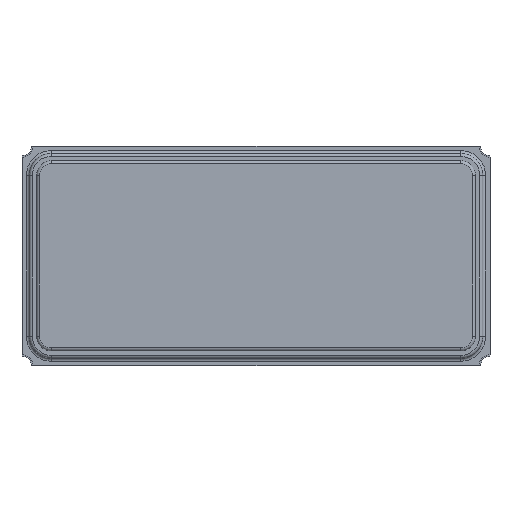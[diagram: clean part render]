
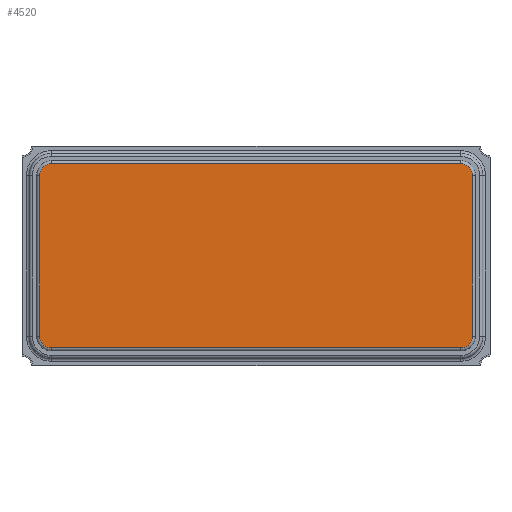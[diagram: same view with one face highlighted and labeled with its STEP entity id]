
A CAD part, top view. The second image highlights one B-rep face of the part: STEP entity #4520.
In plain terms, the highlighted planar face has unit normal (0, 0, 1).
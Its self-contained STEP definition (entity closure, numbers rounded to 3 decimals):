
#49 = DIRECTION ( 'NONE',  ( 0., 1., 0. ) ) ;
#123 = CIRCLE ( 'NONE', #5950, 0.08 ) ;
#233 = LINE ( 'NONE', #4857, #2206 ) ;
#239 = DIRECTION ( 'NONE',  ( 1., 0., 0. ) ) ;
#332 = ORIENTED_EDGE ( 'NONE', *, *, #5213, .T. ) ;
#535 = AXIS2_PLACEMENT_3D ( 'NONE', #2867, #2268, #5532 ) ;
#574 = EDGE_LOOP ( 'NONE', ( #1091, #5221, #332, #1457, #887, #7014, #5707, #4729 ) ) ;
#816 = LINE ( 'NONE', #1393, #1085 ) ;
#866 = EDGE_CURVE ( 'NONE', #1407, #2047, #4409, .T. ) ;
#875 = VECTOR ( 'NONE', #6526, 1000. ) ;
#887 = ORIENTED_EDGE ( 'NONE', *, *, #5652, .T. ) ;
#916 = CARTESIAN_POINT ( 'NONE',  ( -1.48, -0.55, 0.9 ) ) ;
#944 = DIRECTION ( 'NONE',  ( 0., 0., 1. ) ) ;
#996 = CARTESIAN_POINT ( 'NONE',  ( 1.4, -0.55, 0.9 ) ) ;
#1024 = VERTEX_POINT ( 'NONE', #4209 ) ;
#1085 = VECTOR ( 'NONE', #5775, 1000. ) ;
#1091 = ORIENTED_EDGE ( 'NONE', *, *, #1169, .T. ) ;
#1169 = EDGE_CURVE ( 'NONE', #1614, #6516, #816, .T. ) ;
#1393 = CARTESIAN_POINT ( 'NONE',  ( 1.4, -0.63, 0.9 ) ) ;
#1407 = VERTEX_POINT ( 'NONE', #5637 ) ;
#1457 = ORIENTED_EDGE ( 'NONE', *, *, #5975, .T. ) ;
#1483 = EDGE_CURVE ( 'NONE', #2047, #1614, #123, .T. ) ;
#1578 = CIRCLE ( 'NONE', #2890, 0.08 ) ;
#1614 = VERTEX_POINT ( 'NONE', #3815 ) ;
#1951 = AXIS2_PLACEMENT_3D ( 'NONE', #4872, #4768, #3127 ) ;
#2047 = VERTEX_POINT ( 'NONE', #916 ) ;
#2206 = VECTOR ( 'NONE', #6510, 1000. ) ;
#2229 = DIRECTION ( 'NONE',  ( 0., 0., 1. ) ) ;
#2264 = AXIS2_PLACEMENT_3D ( 'NONE', #6649, #2229, #2304 ) ;
#2268 = DIRECTION ( 'NONE',  ( 0., 0., 1. ) ) ;
#2304 = DIRECTION ( 'NONE',  ( 1., 0., 0. ) ) ;
#2422 = VERTEX_POINT ( 'NONE', #5969 ) ;
#2557 = CARTESIAN_POINT ( 'NONE',  ( 1.48, 0.55, 0.9 ) ) ;
#2703 = CARTESIAN_POINT ( 'NONE',  ( -1.48, -0.55, 0.9 ) ) ;
#2867 = CARTESIAN_POINT ( 'NONE',  ( 0., 0., 0.9 ) ) ;
#2890 = AXIS2_PLACEMENT_3D ( 'NONE', #996, #944, #4842 ) ;
#3127 = DIRECTION ( 'NONE',  ( 1., 0., 0. ) ) ;
#3299 = PLANE ( 'NONE',  #535 ) ;
#3767 = CIRCLE ( 'NONE', #2264, 0.08 ) ;
#3786 = CARTESIAN_POINT ( 'NONE',  ( 1.4, -0.63, 0.9 ) ) ;
#3815 = CARTESIAN_POINT ( 'NONE',  ( -1.4, -0.63, 0.9 ) ) ;
#3917 = EDGE_CURVE ( 'NONE', #5786, #1407, #3767, .T. ) ;
#4141 = FACE_OUTER_BOUND ( 'NONE', #574, .T. ) ;
#4209 = CARTESIAN_POINT ( 'NONE',  ( 1.4, 0.63, 0.9 ) ) ;
#4409 = LINE ( 'NONE', #2703, #875 ) ;
#4520 = ADVANCED_FACE ( 'NONE', ( #4141 ), #3299, .T. ) ;
#4544 = LINE ( 'NONE', #2557, #6914 ) ;
#4640 = DIRECTION ( 'NONE',  ( 0., 0., 1. ) ) ;
#4729 = ORIENTED_EDGE ( 'NONE', *, *, #1483, .T. ) ;
#4768 = DIRECTION ( 'NONE',  ( 0., 0., 1. ) ) ;
#4842 = DIRECTION ( 'NONE',  ( 1., 0., 0. ) ) ;
#4857 = CARTESIAN_POINT ( 'NONE',  ( -1.4, 0.63, 0.9 ) ) ;
#4872 = CARTESIAN_POINT ( 'NONE',  ( 1.4, 0.55, 0.9 ) ) ;
#5136 = CARTESIAN_POINT ( 'NONE',  ( -1.4, 0.63, 0.9 ) ) ;
#5213 = EDGE_CURVE ( 'NONE', #6107, #2422, #4544, .T. ) ;
#5221 = ORIENTED_EDGE ( 'NONE', *, *, #6456, .T. ) ;
#5341 = CARTESIAN_POINT ( 'NONE',  ( 1.48, -0.55, 0.9 ) ) ;
#5532 = DIRECTION ( 'NONE',  ( 1., 0., 0. ) ) ;
#5637 = CARTESIAN_POINT ( 'NONE',  ( -1.48, 0.55, 0.9 ) ) ;
#5652 = EDGE_CURVE ( 'NONE', #1024, #5786, #233, .T. ) ;
#5707 = ORIENTED_EDGE ( 'NONE', *, *, #866, .T. ) ;
#5775 = DIRECTION ( 'NONE',  ( 1., 0., 0. ) ) ;
#5786 = VERTEX_POINT ( 'NONE', #5136 ) ;
#5950 = AXIS2_PLACEMENT_3D ( 'NONE', #6804, #4640, #239 ) ;
#5969 = CARTESIAN_POINT ( 'NONE',  ( 1.48, 0.55, 0.9 ) ) ;
#5975 = EDGE_CURVE ( 'NONE', #2422, #1024, #6130, .T. ) ;
#6107 = VERTEX_POINT ( 'NONE', #5341 ) ;
#6130 = CIRCLE ( 'NONE', #1951, 0.08 ) ;
#6456 = EDGE_CURVE ( 'NONE', #6516, #6107, #1578, .T. ) ;
#6510 = DIRECTION ( 'NONE',  ( -1., 0., 0. ) ) ;
#6516 = VERTEX_POINT ( 'NONE', #3786 ) ;
#6526 = DIRECTION ( 'NONE',  ( 0., -1., 0. ) ) ;
#6649 = CARTESIAN_POINT ( 'NONE',  ( -1.4, 0.55, 0.9 ) ) ;
#6804 = CARTESIAN_POINT ( 'NONE',  ( -1.4, -0.55, 0.9 ) ) ;
#6914 = VECTOR ( 'NONE', #49, 1000. ) ;
#7014 = ORIENTED_EDGE ( 'NONE', *, *, #3917, .T. ) ;
